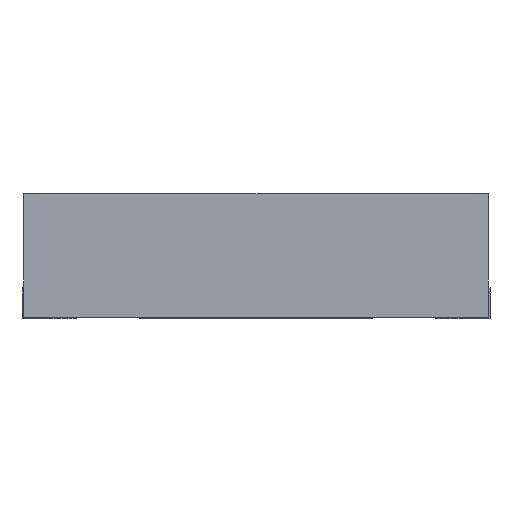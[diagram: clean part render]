
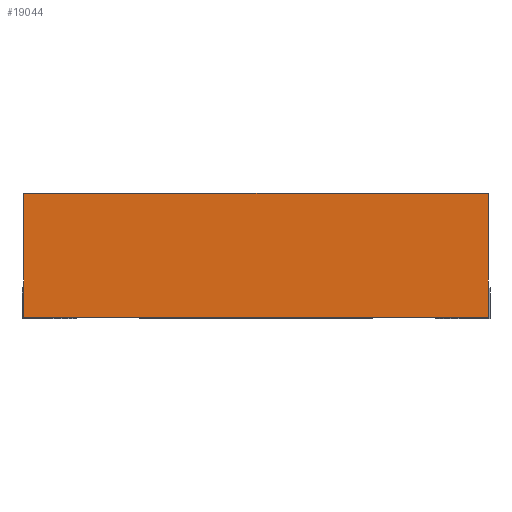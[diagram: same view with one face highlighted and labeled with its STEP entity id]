
A CAD part, front view. The second image highlights one B-rep face of the part: STEP entity #19044.
In plain terms, the highlighted planar face has unit normal (0, -1, 0).
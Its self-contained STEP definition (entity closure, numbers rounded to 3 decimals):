
#375 = VECTOR ( 'NONE', #15982, 1000. ) ;
#415 = EDGE_CURVE ( 'NONE', #20760, #12915, #12019, .T. ) ;
#460 = DIRECTION ( 'NONE',  ( 0., 1., 0. ) ) ;
#981 = DIRECTION ( 'NONE',  ( 0., 0., 1. ) ) ;
#1852 = ORIENTED_EDGE ( 'NONE', *, *, #11831, .T. ) ;
#2009 = LINE ( 'NONE', #3470, #4951 ) ;
#2142 = CARTESIAN_POINT ( 'NONE',  ( -1.5, -1.5, 0.81 ) ) ;
#2814 = EDGE_CURVE ( 'NONE', #20359, #14624, #20352, .T. ) ;
#3470 = CARTESIAN_POINT ( 'NONE',  ( -1.5, -1.5, 0.81 ) ) ;
#4701 = ORIENTED_EDGE ( 'NONE', *, *, #2814, .T. ) ;
#4951 = VECTOR ( 'NONE', #7101, 1000. ) ;
#6083 = CARTESIAN_POINT ( 'NONE',  ( 1.5, -1.5, 0.81 ) ) ;
#7101 = DIRECTION ( 'NONE',  ( 0., 0., -1. ) ) ;
#7590 = ORIENTED_EDGE ( 'NONE', *, *, #415, .F. ) ;
#7652 = EDGE_CURVE ( 'NONE', #12915, #14624, #9122, .T. ) ;
#8039 = EDGE_LOOP ( 'NONE', ( #4701, #18284, #7590, #1852 ) ) ;
#8643 = DIRECTION ( 'NONE',  ( 1., 0., 0. ) ) ;
#9122 = LINE ( 'NONE', #6083, #375 ) ;
#10364 = VECTOR ( 'NONE', #18773, 1000. ) ;
#10738 = PLANE ( 'NONE',  #15000 ) ;
#11763 = VECTOR ( 'NONE', #8643, 1000. ) ;
#11831 = EDGE_CURVE ( 'NONE', #20760, #20359, #2009, .T. ) ;
#12019 = LINE ( 'NONE', #20285, #11763 ) ;
#12317 = FACE_OUTER_BOUND ( 'NONE', #8039, .T. ) ;
#12915 = VERTEX_POINT ( 'NONE', #18326 ) ;
#13400 = CARTESIAN_POINT ( 'NONE',  ( -1.5, -1.5, 0.81 ) ) ;
#14624 = VERTEX_POINT ( 'NONE', #19310 ) ;
#15000 = AXIS2_PLACEMENT_3D ( 'NONE', #2142, #460, #981 ) ;
#15982 = DIRECTION ( 'NONE',  ( 0., 0., -1. ) ) ;
#16657 = CARTESIAN_POINT ( 'NONE',  ( -1.5, -1.5, 0.01 ) ) ;
#16993 = CARTESIAN_POINT ( 'NONE',  ( -1.5, -1.5, 0.01 ) ) ;
#18284 = ORIENTED_EDGE ( 'NONE', *, *, #7652, .F. ) ;
#18326 = CARTESIAN_POINT ( 'NONE',  ( 1.5, -1.5, 0.81 ) ) ;
#18773 = DIRECTION ( 'NONE',  ( 1., 0., 0. ) ) ;
#19044 = ADVANCED_FACE ( 'NONE', ( #12317 ), #10738, .F. ) ;
#19310 = CARTESIAN_POINT ( 'NONE',  ( 1.5, -1.5, 0.01 ) ) ;
#20285 = CARTESIAN_POINT ( 'NONE',  ( -1.5, -1.5, 0.81 ) ) ;
#20352 = LINE ( 'NONE', #16657, #10364 ) ;
#20359 = VERTEX_POINT ( 'NONE', #16993 ) ;
#20760 = VERTEX_POINT ( 'NONE', #13400 ) ;
